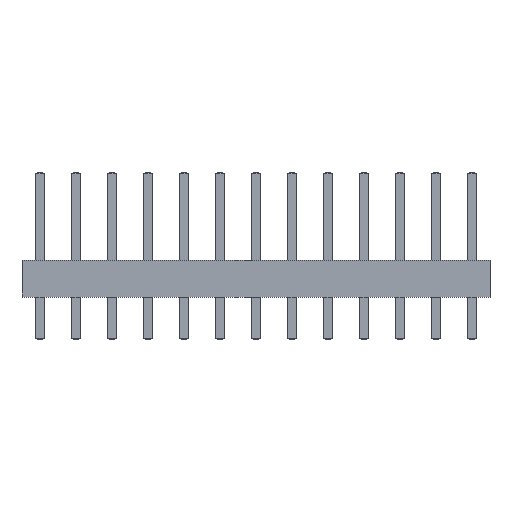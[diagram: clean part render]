
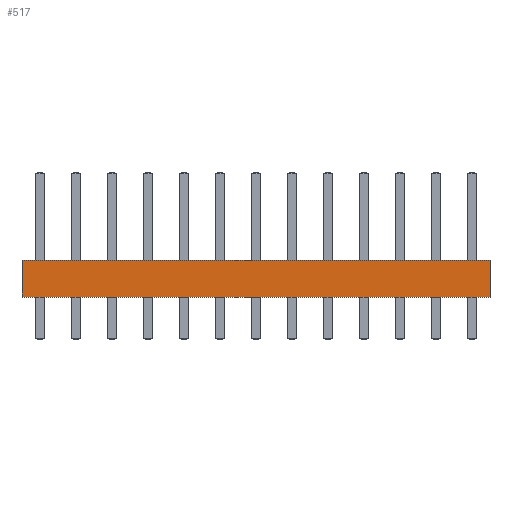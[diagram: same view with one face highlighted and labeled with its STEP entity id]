
A CAD part, top view. The second image highlights one B-rep face of the part: STEP entity #517.
In plain terms, the highlighted planar face has unit normal (0, 0, 1).
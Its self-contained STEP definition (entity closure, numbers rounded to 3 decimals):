
#517=ADVANCED_FACE('',(#2619),#2621,.T.);
#2619=FACE_BOUND('',#2620,.T.);
#2620=EDGE_LOOP('',(#4242,#4243,#4244,#4245));
#2621=PLANE('',#2622);
#2622=AXIS2_PLACEMENT_3D('',#2623,#2624,#2625);
#2623=CARTESIAN_POINT('',(0.,0.,0.));
#2624=DIRECTION('',(0.,0.,1.));
#2625=DIRECTION('',(1.,0.,0.));
#4242=ORIENTED_EDGE('',*,*,#5056,.T.);
#4243=ORIENTED_EDGE('',*,*,#5210,.T.);
#4244=ORIENTED_EDGE('',*,*,#5211,.F.);
#4245=ORIENTED_EDGE('',*,*,#5212,.F.);
#5056=EDGE_CURVE('',#5593,#5591,#5594,.T.);
#5210=EDGE_CURVE('',#5591,#5849,#5851,.T.);
#5211=EDGE_CURVE('',#5852,#5849,#5853,.T.);
#5212=EDGE_CURVE('',#5593,#5852,#5854,.T.);
#5591=VERTEX_POINT('',#6449);
#5593=VERTEX_POINT('',#6453);
#5594=LINE('',#6454,#6455);
#5849=VERTEX_POINT('',#7015);
#5851=LINE('',#7019,#7020);
#5852=VERTEX_POINT('',#7022);
#5853=LINE('',#7023,#7024);
#5854=LINE('',#7026,#7027);
#6449=CARTESIAN_POINT('',(33.02,0.,0.));
#6453=CARTESIAN_POINT('',(0.,0.,0.));
#6454=CARTESIAN_POINT('',(0.,0.,0.));
#6455=VECTOR('',#6456,1.);
#6456=DIRECTION('',(1.,0.,0.));
#7015=CARTESIAN_POINT('',(33.02,2.6,0.));
#7019=CARTESIAN_POINT('',(33.02,0.,0.));
#7020=VECTOR('',#7021,1.);
#7021=DIRECTION('',(0.,1.,0.));
#7022=CARTESIAN_POINT('',(0.,2.6,0.));
#7023=CARTESIAN_POINT('',(0.,2.6,0.));
#7024=VECTOR('',#7025,1.);
#7025=DIRECTION('',(1.,0.,0.));
#7026=CARTESIAN_POINT('',(0.,0.,0.));
#7027=VECTOR('',#7028,1.);
#7028=DIRECTION('',(0.,1.,0.));
